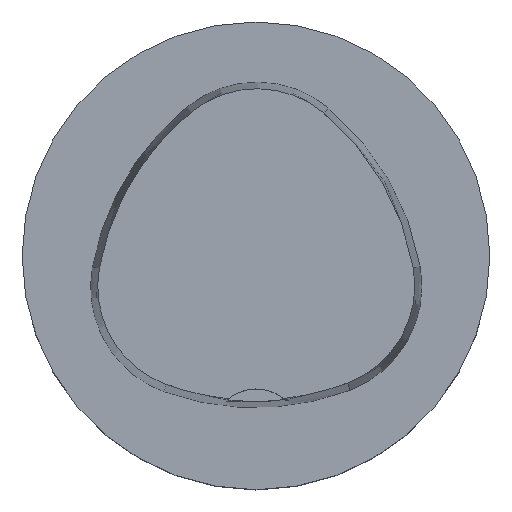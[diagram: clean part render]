
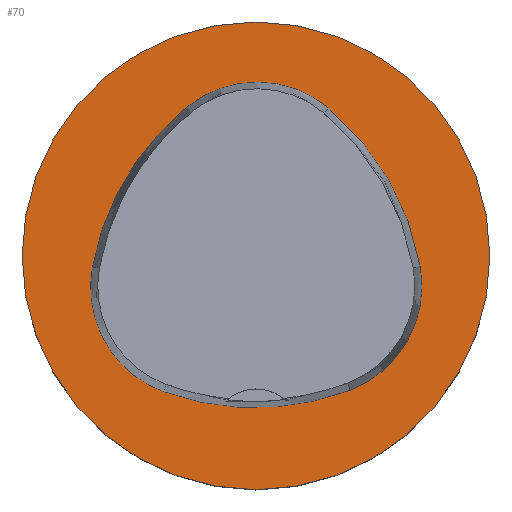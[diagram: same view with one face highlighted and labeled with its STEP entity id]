
A CAD part, top view. The second image highlights one B-rep face of the part: STEP entity #70.
In plain terms, the highlighted planar face has unit normal (0, 0, 1).
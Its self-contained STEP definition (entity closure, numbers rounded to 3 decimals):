
#70=ADVANCED_FACE('',(#90,#91),#86,.T.);
#86=PLANE('',#266);
#90=FACE_BOUND('',#102,.T.);
#91=FACE_BOUND('',#103,.T.);
#102=EDGE_LOOP('',(#124));
#103=EDGE_LOOP('',(#125,#126,#127,#128,#129,#130));
#124=ORIENTED_EDGE('',*,*,#206,.T.);
#125=ORIENTED_EDGE('',*,*,#207,.T.);
#126=ORIENTED_EDGE('',*,*,#208,.T.);
#127=ORIENTED_EDGE('',*,*,#209,.T.);
#128=ORIENTED_EDGE('',*,*,#210,.T.);
#129=ORIENTED_EDGE('',*,*,#211,.T.);
#130=ORIENTED_EDGE('',*,*,#212,.T.);
#184=VERTEX_POINT('',#383);
#185=VERTEX_POINT('',#385);
#186=VERTEX_POINT('',#386);
#187=VERTEX_POINT('',#388);
#188=VERTEX_POINT('',#390);
#189=VERTEX_POINT('',#392);
#190=VERTEX_POINT('',#394);
#206=EDGE_CURVE('',#184,#184,#236,.T.);
#207=EDGE_CURVE('',#185,#186,#237,.T.);
#208=EDGE_CURVE('',#186,#187,#238,.T.);
#209=EDGE_CURVE('',#187,#188,#239,.T.);
#210=EDGE_CURVE('',#188,#189,#240,.T.);
#211=EDGE_CURVE('',#189,#190,#241,.T.);
#212=EDGE_CURVE('',#190,#185,#242,.T.);
#236=CIRCLE('',#259,31.5);
#237=CIRCLE('',#260,15.0);
#238=CIRCLE('',#261,36.0);
#239=CIRCLE('',#262,15.0);
#240=CIRCLE('',#263,36.0);
#241=CIRCLE('',#264,15.0);
#242=CIRCLE('',#265,36.0);
#259=AXIS2_PLACEMENT_3D('',#382,#299,#300);
#260=AXIS2_PLACEMENT_3D('',#384,#301,#302);
#261=AXIS2_PLACEMENT_3D('',#387,#303,#304);
#262=AXIS2_PLACEMENT_3D('',#389,#305,#306);
#263=AXIS2_PLACEMENT_3D('',#391,#307,#308);
#264=AXIS2_PLACEMENT_3D('',#393,#309,#310);
#265=AXIS2_PLACEMENT_3D('',#395,#311,#312);
#266=AXIS2_PLACEMENT_3D('',#396,#313,#314);
#299=DIRECTION('',(0.0,0.0,1.0));
#300=DIRECTION('',(1.0,0.0,0.0));
#301=DIRECTION('',(0.0,0.0,-1.0));
#302=DIRECTION('',(-1.0,0.0,0.0));
#303=DIRECTION('',(0.0,0.0,-1.0));
#304=DIRECTION('',(-1.0,0.0,0.0));
#305=DIRECTION('',(0.0,0.0,-1.0));
#306=DIRECTION('',(-1.0,0.0,0.0));
#307=DIRECTION('',(0.0,0.0,-1.0));
#308=DIRECTION('',(-1.0,0.0,0.0));
#309=DIRECTION('',(0.0,0.0,-1.0));
#310=DIRECTION('',(-1.0,0.0,0.0));
#311=DIRECTION('',(0.0,0.0,-1.0));
#312=DIRECTION('',(-1.0,0.0,0.0));
#313=DIRECTION('',(0.0,0.0,1.0));
#314=DIRECTION('',(1.0,0.0,0.0));
#382=CARTESIAN_POINT('',(0.0,0.0,0.0));
#383=CARTESIAN_POINT('',(31.5,0.0,0.0));
#384=CARTESIAN_POINT('',(7.347,-4.071,0.0));
#385=CARTESIAN_POINT('',(22.122,-1.48,0.0));
#386=CARTESIAN_POINT('',(12.693,-18.087,0.0));
#387=CARTESIAN_POINT('',(-0.137,15.55,0.0));
#388=CARTESIAN_POINT('',(-12.373,-18.307,0.0));
#389=CARTESIAN_POINT('',(-7.275,-4.2,0.0));
#390=CARTESIAN_POINT('',(-22.041,-1.562,0.0));
#391=CARTESIAN_POINT('',(13.398,-7.893,0.0));
#392=CARTESIAN_POINT('',(-9.317,20.036,0.0));
#393=CARTESIAN_POINT('',(0.148,8.399,0.0));
#394=CARTESIAN_POINT('',(9.779,19.898,0.0));
#395=CARTESIAN_POINT('',(-13.337,-7.7,0.0));
#396=CARTESIAN_POINT('',(0.0,0.0,0.0));
